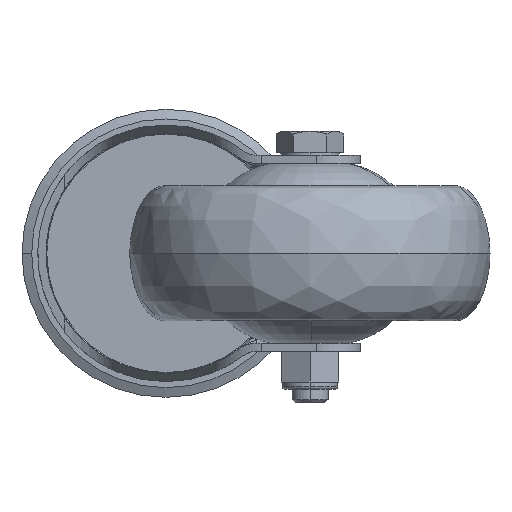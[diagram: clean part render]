
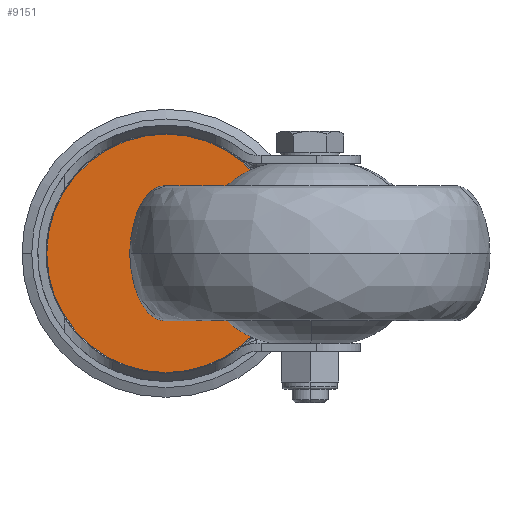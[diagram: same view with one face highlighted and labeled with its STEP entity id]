
A CAD part, front view. The second image highlights one B-rep face of the part: STEP entity #9151.
In plain terms, the highlighted planar face has unit normal (0, -1, 0).
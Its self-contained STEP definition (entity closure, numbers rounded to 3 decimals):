
#231 = CARTESIAN_POINT ( 'NONE',  ( 2.954, 20.189, 0. ) ) ;
#325 = VERTEX_POINT ( 'NONE', #2181 ) ;
#928 = AXIS2_PLACEMENT_3D ( 'NONE', #8240, #1272, #1071 ) ;
#1071 = DIRECTION ( 'NONE',  ( 0., 0., 1. ) ) ;
#1211 = ORIENTED_EDGE ( 'NONE', *, *, #3939, .F. ) ;
#1272 = DIRECTION ( 'NONE',  ( 0., 1., 0. ) ) ;
#1494 = CARTESIAN_POINT ( 'NONE',  ( 2.954, 20.189, -26.5 ) ) ;
#2150 = DIRECTION ( 'NONE',  ( 0., 1., 0. ) ) ;
#2181 = CARTESIAN_POINT ( 'NONE',  ( 2.954, 20.189, 8.1 ) ) ;
#2563 = DIRECTION ( 'NONE',  ( 0., 1., 0. ) ) ;
#2920 = DIRECTION ( 'NONE',  ( 0., 0., 1. ) ) ;
#3000 = DIRECTION ( 'NONE',  ( 0., 1., 0. ) ) ;
#3354 = CIRCLE ( 'NONE', #7646, 8.1 ) ;
#3495 = CARTESIAN_POINT ( 'NONE',  ( 2.954, 20.189, -8.1 ) ) ;
#3723 = PLANE ( 'NONE',  #6698 ) ;
#3913 = ORIENTED_EDGE ( 'NONE', *, *, #5522, .F. ) ;
#3939 = EDGE_CURVE ( 'NONE', #8355, #7114, #4589, .T. ) ;
#4342 = AXIS2_PLACEMENT_3D ( 'NONE', #4767, #5440, #6427 ) ;
#4431 = EDGE_LOOP ( 'NONE', ( #3913, #1211 ) ) ;
#4589 = CIRCLE ( 'NONE', #6423, 26.5 ) ;
#4767 = CARTESIAN_POINT ( 'NONE',  ( 2.954, 20.189, 0. ) ) ;
#4851 = CIRCLE ( 'NONE', #4342, 8.1 ) ;
#5016 = CARTESIAN_POINT ( 'NONE',  ( 2.954, 20.189, 26.5 ) ) ;
#5440 = DIRECTION ( 'NONE',  ( 0., 1., 0. ) ) ;
#5522 = EDGE_CURVE ( 'NONE', #7114, #8355, #8000, .T. ) ;
#6035 = EDGE_CURVE ( 'NONE', #8798, #325, #3354, .T. ) ;
#6152 = EDGE_CURVE ( 'NONE', #325, #8798, #4851, .T. ) ;
#6423 = AXIS2_PLACEMENT_3D ( 'NONE', #6875, #3000, #8542 ) ;
#6427 = DIRECTION ( 'NONE',  ( 0., 0., 1. ) ) ;
#6698 = AXIS2_PLACEMENT_3D ( 'NONE', #9093, #2150, #2920 ) ;
#6875 = CARTESIAN_POINT ( 'NONE',  ( 2.954, 20.189, 0. ) ) ;
#7114 = VERTEX_POINT ( 'NONE', #5016 ) ;
#7524 = FACE_BOUND ( 'NONE', #7845, .T. ) ;
#7646 = AXIS2_PLACEMENT_3D ( 'NONE', #231, #2563, #9792 ) ;
#7845 = EDGE_LOOP ( 'NONE', ( #8643, #10134 ) ) ;
#8000 = CIRCLE ( 'NONE', #928, 26.5 ) ;
#8240 = CARTESIAN_POINT ( 'NONE',  ( 2.954, 20.189, 0. ) ) ;
#8355 = VERTEX_POINT ( 'NONE', #1494 ) ;
#8542 = DIRECTION ( 'NONE',  ( 0., 0., 1. ) ) ;
#8643 = ORIENTED_EDGE ( 'NONE', *, *, #6152, .T. ) ;
#8798 = VERTEX_POINT ( 'NONE', #3495 ) ;
#9093 = CARTESIAN_POINT ( 'NONE',  ( 2.954, 20.189, 0. ) ) ;
#9151 = ADVANCED_FACE ( 'NONE', ( #7524, #10063 ), #3723, .F. ) ;
#9792 = DIRECTION ( 'NONE',  ( 0., 0., 1. ) ) ;
#10063 = FACE_OUTER_BOUND ( 'NONE', #4431, .T. ) ;
#10134 = ORIENTED_EDGE ( 'NONE', *, *, #6035, .T. ) ;
